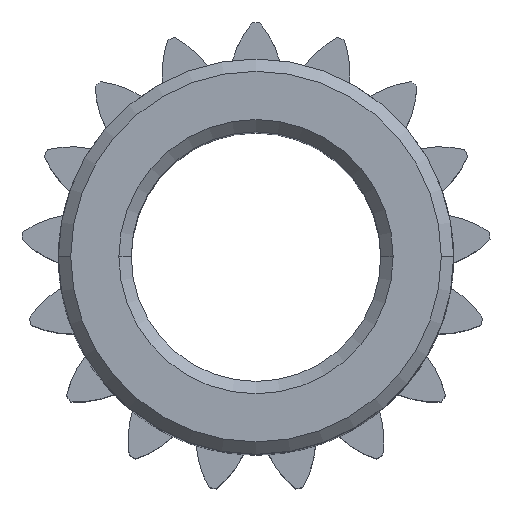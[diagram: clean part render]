
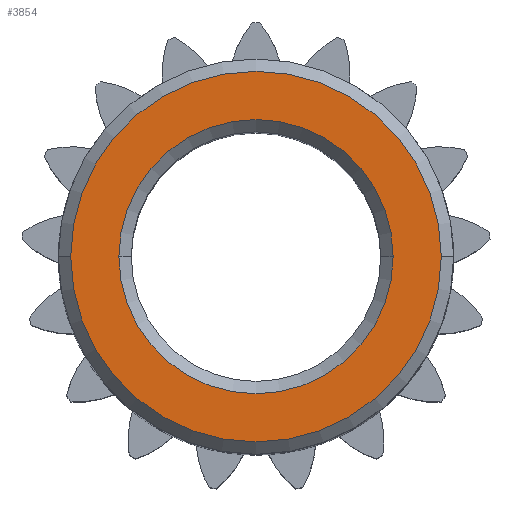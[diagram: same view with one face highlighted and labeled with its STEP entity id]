
A CAD part, top view. The second image highlights one B-rep face of the part: STEP entity #3854.
In plain terms, the highlighted planar face has unit normal (0, 0, 1).
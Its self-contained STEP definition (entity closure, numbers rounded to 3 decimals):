
#123 = CONICAL_SURFACE('',#124,2.775,0.785);
#124 = AXIS2_PLACEMENT_3D('',#125,#126,#127);
#125 = CARTESIAN_POINT('',(0.,0.,10.));
#126 = DIRECTION('',(0.,0.,1.));
#127 = DIRECTION('',(-1.,0.,0.));
#181 = CONICAL_SURFACE('',#182,2.775,0.785);
#182 = AXIS2_PLACEMENT_3D('',#183,#184,#185);
#183 = CARTESIAN_POINT('',(0.,0.,10.));
#184 = DIRECTION('',(0.,0.,1.));
#185 = DIRECTION('',(-1.,0.,0.));
#278 = EDGE_CURVE('',#279,#281,#283,.T.);
#279 = VERTEX_POINT('',#280);
#280 = CARTESIAN_POINT('',(-2.775,0.,10.));
#281 = VERTEX_POINT('',#282);
#282 = CARTESIAN_POINT('',(2.775,0.,10.));
#283 = SURFACE_CURVE('',#284,(#289,#296),.PCURVE_S1.);
#284 = CIRCLE('',#285,2.775);
#285 = AXIS2_PLACEMENT_3D('',#286,#287,#288);
#286 = CARTESIAN_POINT('',(0.,0.,10.));
#287 = DIRECTION('',(0.,0.,1.));
#288 = DIRECTION('',(-1.,0.,0.));
#289 = PCURVE('',#123,#290);
#290 = DEFINITIONAL_REPRESENTATION('',(#291),#295);
#291 = LINE('',#292,#293);
#292 = CARTESIAN_POINT('',(0.,0.));
#293 = VECTOR('',#294,1.);
#294 = DIRECTION('',(1.,0.));
#295 = ( GEOMETRIC_REPRESENTATION_CONTEXT(2) 
PARAMETRIC_REPRESENTATION_CONTEXT() REPRESENTATION_CONTEXT('2D SPACE',''
  ) );
#296 = PCURVE('',#297,#302);
#297 = PLANE('',#298);
#298 = AXIS2_PLACEMENT_3D('',#299,#300,#301);
#299 = CARTESIAN_POINT('',(0.,0.,10.));
#300 = DIRECTION('',(0.,0.,-1.));
#301 = DIRECTION('',(0.,-1.,0.));
#302 = DEFINITIONAL_REPRESENTATION('',(#303),#311);
#303 = ( BOUNDED_CURVE() B_SPLINE_CURVE(2,(#304,#305,#306,#307,#308,#309
,#310),.UNSPECIFIED.,.T.,.F.) B_SPLINE_CURVE_WITH_KNOTS((1,2,2,2,2,1),(
    -2.094,0.,2.094,4.189,6.283,
8.378),.UNSPECIFIED.) CURVE() GEOMETRIC_REPRESENTATION_ITEM() 
RATIONAL_B_SPLINE_CURVE((1.,0.5,1.,0.5,1.,0.5,1.)) REPRESENTATION_ITEM(
  '') );
#304 = CARTESIAN_POINT('',(0.,2.775));
#305 = CARTESIAN_POINT('',(4.806,2.775));
#306 = CARTESIAN_POINT('',(2.403,-1.387));
#307 = CARTESIAN_POINT('',(0.,-5.55));
#308 = CARTESIAN_POINT('',(-2.403,-1.387));
#309 = CARTESIAN_POINT('',(-4.806,2.775));
#310 = CARTESIAN_POINT('',(0.,2.775));
#311 = ( GEOMETRIC_REPRESENTATION_CONTEXT(2) 
PARAMETRIC_REPRESENTATION_CONTEXT() REPRESENTATION_CONTEXT('2D SPACE',''
  ) );
#392 = EDGE_CURVE('',#281,#279,#393,.T.);
#393 = SURFACE_CURVE('',#394,(#399,#406),.PCURVE_S1.);
#394 = CIRCLE('',#395,2.775);
#395 = AXIS2_PLACEMENT_3D('',#396,#397,#398);
#396 = CARTESIAN_POINT('',(0.,0.,10.));
#397 = DIRECTION('',(0.,0.,1.));
#398 = DIRECTION('',(-1.,0.,0.));
#399 = PCURVE('',#181,#400);
#400 = DEFINITIONAL_REPRESENTATION('',(#401),#405);
#401 = LINE('',#402,#403);
#402 = CARTESIAN_POINT('',(0.,0.));
#403 = VECTOR('',#404,1.);
#404 = DIRECTION('',(1.,0.));
#405 = ( GEOMETRIC_REPRESENTATION_CONTEXT(2) 
PARAMETRIC_REPRESENTATION_CONTEXT() REPRESENTATION_CONTEXT('2D SPACE',''
  ) );
#406 = PCURVE('',#297,#407);
#407 = DEFINITIONAL_REPRESENTATION('',(#408),#416);
#408 = ( BOUNDED_CURVE() B_SPLINE_CURVE(2,(#409,#410,#411,#412,#413,#414
,#415),.UNSPECIFIED.,.T.,.F.) B_SPLINE_CURVE_WITH_KNOTS((1,2,2,2,2,1),(
    -2.094,0.,2.094,4.189,6.283,
8.378),.UNSPECIFIED.) CURVE() GEOMETRIC_REPRESENTATION_ITEM() 
RATIONAL_B_SPLINE_CURVE((1.,0.5,1.,0.5,1.,0.5,1.)) REPRESENTATION_ITEM(
  '') );
#409 = CARTESIAN_POINT('',(0.,2.775));
#410 = CARTESIAN_POINT('',(4.806,2.775));
#411 = CARTESIAN_POINT('',(2.403,-1.387));
#412 = CARTESIAN_POINT('',(0.,-5.55));
#413 = CARTESIAN_POINT('',(-2.403,-1.387));
#414 = CARTESIAN_POINT('',(-4.806,2.775));
#415 = CARTESIAN_POINT('',(0.,2.775));
#416 = ( GEOMETRIC_REPRESENTATION_CONTEXT(2) 
PARAMETRIC_REPRESENTATION_CONTEXT() REPRESENTATION_CONTEXT('2D SPACE',''
  ) );
#3854 = ADVANCED_FACE('',(#3855,#3915),#297,.F.);
#3855 = FACE_BOUND('',#3856,.T.);
#3856 = EDGE_LOOP('',(#3857,#3888));
#3857 = ORIENTED_EDGE('',*,*,#3858,.F.);
#3858 = EDGE_CURVE('',#3859,#3861,#3863,.T.);
#3859 = VERTEX_POINT('',#3860);
#3860 = CARTESIAN_POINT('',(3.75,0.,10.));
#3861 = VERTEX_POINT('',#3862);
#3862 = CARTESIAN_POINT('',(-3.75,0.,10.));
#3863 = SURFACE_CURVE('',#3864,(#3869,#3876),.PCURVE_S1.);
#3864 = CIRCLE('',#3865,3.75);
#3865 = AXIS2_PLACEMENT_3D('',#3866,#3867,#3868);
#3866 = CARTESIAN_POINT('',(0.,0.,10.));
#3867 = DIRECTION('',(0.,0.,-1.));
#3868 = DIRECTION('',(1.,0.,0.));
#3869 = PCURVE('',#297,#3870);
#3870 = DEFINITIONAL_REPRESENTATION('',(#3871),#3875);
#3871 = CIRCLE('',#3872,3.75);
#3872 = AXIS2_PLACEMENT_2D('',#3873,#3874);
#3873 = CARTESIAN_POINT('',(0.,0.));
#3874 = DIRECTION('',(0.,-1.));
#3875 = ( GEOMETRIC_REPRESENTATION_CONTEXT(2) 
PARAMETRIC_REPRESENTATION_CONTEXT() REPRESENTATION_CONTEXT('2D SPACE',''
  ) );
#3876 = PCURVE('',#3877,#3882);
#3877 = CONICAL_SURFACE('',#3878,4.,0.785);
#3878 = AXIS2_PLACEMENT_3D('',#3879,#3880,#3881);
#3879 = CARTESIAN_POINT('',(0.,0.,9.75));
#3880 = DIRECTION('',(0.,0.,-1.));
#3881 = DIRECTION('',(1.,0.,0.));
#3882 = DEFINITIONAL_REPRESENTATION('',(#3883),#3887);
#3883 = LINE('',#3884,#3885);
#3884 = CARTESIAN_POINT('',(0.,-0.25));
#3885 = VECTOR('',#3886,1.);
#3886 = DIRECTION('',(1.,0.));
#3887 = ( GEOMETRIC_REPRESENTATION_CONTEXT(2) 
PARAMETRIC_REPRESENTATION_CONTEXT() REPRESENTATION_CONTEXT('2D SPACE',''
  ) );
#3888 = ORIENTED_EDGE('',*,*,#3889,.F.);
#3889 = EDGE_CURVE('',#3861,#3859,#3890,.T.);
#3890 = SURFACE_CURVE('',#3891,(#3896,#3903),.PCURVE_S1.);
#3891 = CIRCLE('',#3892,3.75);
#3892 = AXIS2_PLACEMENT_3D('',#3893,#3894,#3895);
#3893 = CARTESIAN_POINT('',(0.,0.,10.));
#3894 = DIRECTION('',(0.,0.,-1.));
#3895 = DIRECTION('',(1.,0.,0.));
#3896 = PCURVE('',#297,#3897);
#3897 = DEFINITIONAL_REPRESENTATION('',(#3898),#3902);
#3898 = CIRCLE('',#3899,3.75);
#3899 = AXIS2_PLACEMENT_2D('',#3900,#3901);
#3900 = CARTESIAN_POINT('',(0.,0.));
#3901 = DIRECTION('',(0.,-1.));
#3902 = ( GEOMETRIC_REPRESENTATION_CONTEXT(2) 
PARAMETRIC_REPRESENTATION_CONTEXT() REPRESENTATION_CONTEXT('2D SPACE',''
  ) );
#3903 = PCURVE('',#3904,#3909);
#3904 = CONICAL_SURFACE('',#3905,4.,0.785);
#3905 = AXIS2_PLACEMENT_3D('',#3906,#3907,#3908);
#3906 = CARTESIAN_POINT('',(0.,0.,9.75));
#3907 = DIRECTION('',(0.,0.,-1.));
#3908 = DIRECTION('',(1.,0.,0.));
#3909 = DEFINITIONAL_REPRESENTATION('',(#3910),#3914);
#3910 = LINE('',#3911,#3912);
#3911 = CARTESIAN_POINT('',(0.,-0.25));
#3912 = VECTOR('',#3913,1.);
#3913 = DIRECTION('',(1.,0.));
#3914 = ( GEOMETRIC_REPRESENTATION_CONTEXT(2) 
PARAMETRIC_REPRESENTATION_CONTEXT() REPRESENTATION_CONTEXT('2D SPACE',''
  ) );
#3915 = FACE_BOUND('',#3916,.T.);
#3916 = EDGE_LOOP('',(#3917,#3918));
#3917 = ORIENTED_EDGE('',*,*,#278,.F.);
#3918 = ORIENTED_EDGE('',*,*,#392,.F.);
